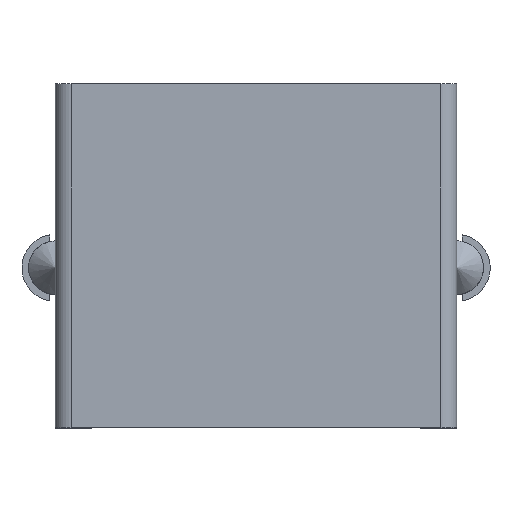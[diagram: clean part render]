
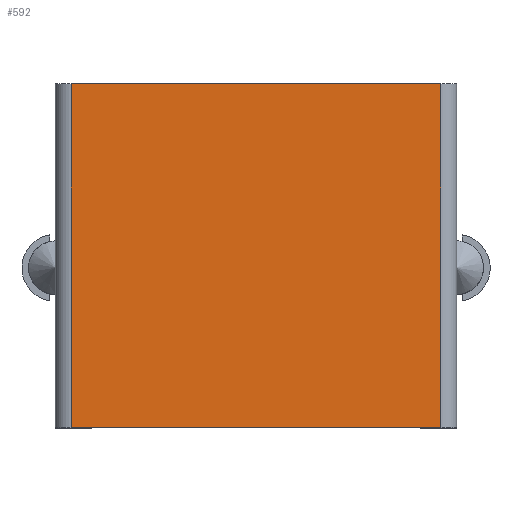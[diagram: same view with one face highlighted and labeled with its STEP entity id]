
A CAD part, top view. The second image highlights one B-rep face of the part: STEP entity #592.
In plain terms, the highlighted planar face has unit normal (0, 0, 1).
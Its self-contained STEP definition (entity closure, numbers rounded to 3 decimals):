
#592 = ADVANCED_FACE( '', ( #1253 ), #1254, .T. );
#1253 = FACE_OUTER_BOUND( '', #3189, .T. );
#1254 = PLANE( '', #3190 );
#3189 = EDGE_LOOP( '', ( #5804, #5805, #5806, #5807 ) );
#3190 = AXIS2_PLACEMENT_3D( '', #5808, #5809, #5810 );
#5804 = ORIENTED_EDGE( '', *, *, #7897, .F. );
#5805 = ORIENTED_EDGE( '', *, *, #7898, .T. );
#5806 = ORIENTED_EDGE( '', *, *, #7899, .T. );
#5807 = ORIENTED_EDGE( '', *, *, #7900, .T. );
#5808 = CARTESIAN_POINT( '', ( -7.5, -6.425, 7.25 ) );
#5809 = DIRECTION( '', ( 0., 0., 1. ) );
#5810 = DIRECTION( '', ( 1., 0., 0. ) );
#7897 = EDGE_CURVE( '', #9278, #9279, #9280, .T. );
#7898 = EDGE_CURVE( '', #9278, #9281, #9282, .F. );
#7899 = EDGE_CURVE( '', #9281, #9283, #9284, .T. );
#7900 = EDGE_CURVE( '', #9283, #9279, #9285, .T. );
#9278 = VERTEX_POINT( '', #11235 );
#9279 = VERTEX_POINT( '', #11236 );
#9280 = LINE( '', #11237, #11238 );
#9281 = VERTEX_POINT( '', #11239 );
#9282 = LINE( '', #11240, #11241 );
#9283 = VERTEX_POINT( '', #11242 );
#9284 = LINE( '', #11243, #11244 );
#9285 = LINE( '', #11245, #11246 );
#11235 = CARTESIAN_POINT( '', ( -6.9, 6.425, 7.25 ) );
#11236 = CARTESIAN_POINT( '', ( 6.9, 6.425, 7.25 ) );
#11237 = CARTESIAN_POINT( '', ( -7.5, 6.425, 7.25 ) );
#11238 = VECTOR( '', #12615, 1000. );
#11239 = CARTESIAN_POINT( '', ( -6.9, -6.425, 7.25 ) );
#11240 = CARTESIAN_POINT( '', ( -6.9, -6.425, 7.25 ) );
#11241 = VECTOR( '', #12616, 1000. );
#11242 = CARTESIAN_POINT( '', ( 6.9, -6.425, 7.25 ) );
#11243 = CARTESIAN_POINT( '', ( -7.5, -6.425, 7.25 ) );
#11244 = VECTOR( '', #12617, 1000. );
#11245 = CARTESIAN_POINT( '', ( 6.9, -6.425, 7.25 ) );
#11246 = VECTOR( '', #12618, 1000. );
#12615 = DIRECTION( '', ( 1., 0., 0. ) );
#12616 = DIRECTION( '', ( 0., 1., 0. ) );
#12617 = DIRECTION( '', ( 1., 0., 0. ) );
#12618 = DIRECTION( '', ( 0., 1., 0. ) );
